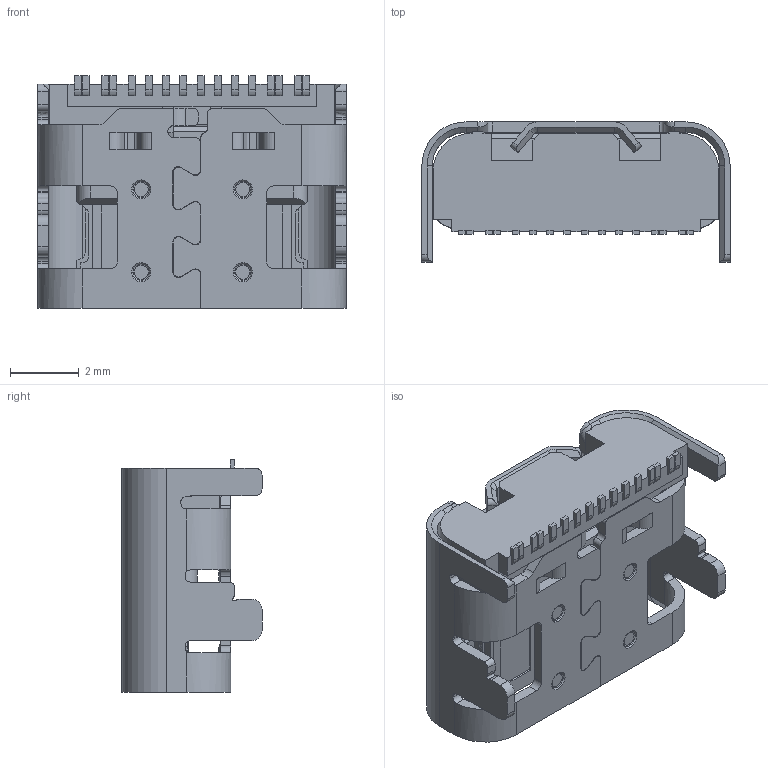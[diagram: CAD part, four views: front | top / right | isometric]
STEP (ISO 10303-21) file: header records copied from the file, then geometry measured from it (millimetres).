
FILE_DESCRIPTION((''),'2;1');
FILE_NAME('CUSTOMER_3D1','2023-04-07T09:58:09',('Administrator'),(''),'CREO PARAMETRIC BY PTC INC, 2016510','CREO PARAMETRIC BY PTC INC, 2016510','');
FILE_SCHEMA(('AUTOMOTIVE_DESIGN { 1 0 10303 214 1 1 1 1 }'));
Length unit declared in the file: millimetre
Products named in the file (1): CUSTOMER_3D1
Bounding box: 8.94 x 4.06 x 6.75 mm (x, y, z)
Volume: 95.2 mm3; surface area: 429.4 mm2
Topology: 1 solids, 1 shells, 720 faces, 2072 edges, 1334 vertices
Faces by surface type: plane 490, cylinder 183, cone 21, bspline 18, torus 8
Entity records: 28905 total; most frequent: CARTESIAN_POINT 5250, ORIENTED_EDGE 4144, DIRECTION 3835, EDGE_CURVE 2072, VECTOR 1577, LINE 1577, VERTEX_POINT 1334, AXIS2_PLACEMENT_3D 1129
